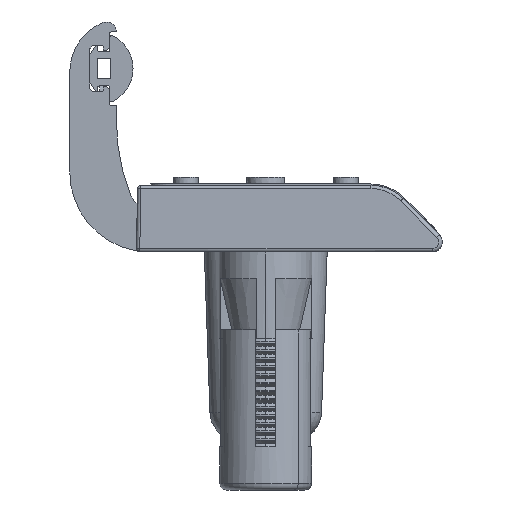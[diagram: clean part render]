
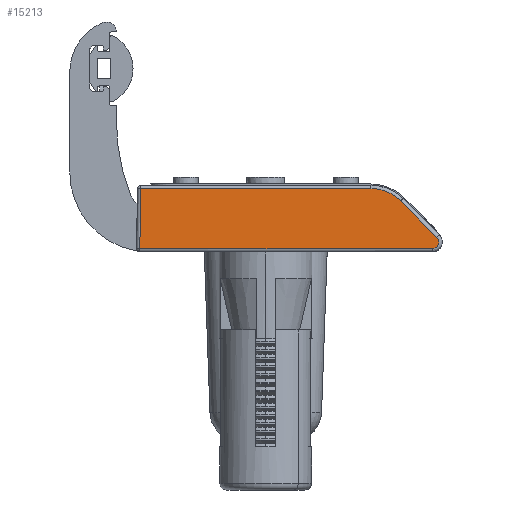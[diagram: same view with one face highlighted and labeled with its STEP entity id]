
A CAD part, front view. The second image highlights one B-rep face of the part: STEP entity #15213.
In plain terms, the highlighted planar face has unit normal (0, -0.999, 0.035).
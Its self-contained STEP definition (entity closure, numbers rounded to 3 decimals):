
#433 = EDGE_CURVE ( 'NONE', #71943, #20654, #4664, .T. ) ;
#2172 = CARTESIAN_POINT ( 'NONE',  ( -47.825, -134.668, 9.517 ) ) ;
#2511 = ORIENTED_EDGE ( 'NONE', *, *, #433, .T. ) ;
#2671 = LINE ( 'NONE', #16154, #29888 ) ;
#4664 =( BOUNDED_CURVE ( )  B_SPLINE_CURVE ( 3, ( #35947, #24736, #36661, #30355 ),
 .UNSPECIFIED., .F., .T. ) 
 B_SPLINE_CURVE_WITH_KNOTS ( ( 4, 4 ),
 ( 0., 2.356 ),
 .UNSPECIFIED. ) 
 CURVE ( )  GEOMETRIC_REPRESENTATION_ITEM ( )  RATIONAL_B_SPLINE_CURVE ( ( 1., 0.588, 0.588, 1. ) ) 
 REPRESENTATION_ITEM ( '' )  );
#5344 = CARTESIAN_POINT ( 'NONE',  ( -47.5, -135., -0.009 ) ) ;
#9667 = CARTESIAN_POINT ( 'NONE',  ( -47.491, -134.982, 0.517 ) ) ;
#10882 = CARTESIAN_POINT ( 'NONE',  ( -2.914, -134.922, 2.225 ) ) ;
#12029 = DIRECTION ( 'NONE',  ( 0., -0.035, -0.999 ) ) ;
#15213 = ADVANCED_FACE ( 'NONE', ( #25442 ), #56897, .T. ) ;
#15550 = CARTESIAN_POINT ( 'NONE',  ( -9.559, -134.69, 8.869 ) ) ;
#16154 = CARTESIAN_POINT ( 'NONE',  ( -8.353, -134.732, 7.664 ) ) ;
#20043 = EDGE_LOOP ( 'NONE', ( #60035, #42920, #46747, #32930, #2511, #30229 ) ) ;
#20518 = VERTEX_POINT ( 'NONE', #25571 ) ;
#20654 = VERTEX_POINT ( 'NONE', #10882 ) ;
#23004 =( BOUNDED_CURVE ( )  B_SPLINE_CURVE ( 3, ( #65817, #15550, #38709, #62136 ),
 .UNSPECIFIED., .F., .F. ) 
 B_SPLINE_CURVE_WITH_KNOTS ( ( 4, 4 ),
 ( 2.356, 3.142 ),
 .UNSPECIFIED. ) 
 CURVE ( )  GEOMETRIC_REPRESENTATION_ITEM ( )  RATIONAL_B_SPLINE_CURVE ( ( 1., 0.949, 0.949, 1. ) ) 
 REPRESENTATION_ITEM ( '' )  );
#24736 = CARTESIAN_POINT ( 'NONE',  ( -2.575, -134.982, 0.517 ) ) ;
#25442 = FACE_OUTER_BOUND ( 'NONE', #20043, .T. ) ;
#25571 = CARTESIAN_POINT ( 'NONE',  ( -8.362, -134.732, 7.672 ) ) ;
#29888 = VECTOR ( 'NONE', #54665, 1000. ) ;
#30229 = ORIENTED_EDGE ( 'NONE', *, *, #46118, .T. ) ;
#30355 = CARTESIAN_POINT ( 'NONE',  ( -2.914, -134.922, 2.225 ) ) ;
#32192 = CARTESIAN_POINT ( 'NONE',  ( -3.621, -134.982, 0.517 ) ) ;
#32930 = ORIENTED_EDGE ( 'NONE', *, *, #40336, .T. ) ;
#33038 = CARTESIAN_POINT ( 'NONE',  ( -3.621, -134.982, 0.517 ) ) ;
#34360 = CARTESIAN_POINT ( 'NONE',  ( -47.334, -134.668, 9.517 ) ) ;
#34810 = VECTOR ( 'NONE', #46789, 1000. ) ;
#35947 = CARTESIAN_POINT ( 'NONE',  ( -3.621, -134.982, 0.517 ) ) ;
#36661 = CARTESIAN_POINT ( 'NONE',  ( -2.174, -134.948, 1.484 ) ) ;
#38709 = CARTESIAN_POINT ( 'NONE',  ( -11.123, -134.668, 9.517 ) ) ;
#40336 = EDGE_CURVE ( 'NONE', #54648, #71943, #42010, .T. ) ;
#42010 = LINE ( 'NONE', #32192, #55290 ) ;
#42920 = ORIENTED_EDGE ( 'NONE', *, *, #57649, .T. ) ;
#46118 = EDGE_CURVE ( 'NONE', #20654, #20518, #2671, .T. ) ;
#46273 = DIRECTION ( 'NONE',  ( 0., -0.999, 0.035 ) ) ;
#46747 = ORIENTED_EDGE ( 'NONE', *, *, #69866, .T. ) ;
#46789 = DIRECTION ( 'NONE',  ( -1., 0., 0. ) ) ;
#49621 = VERTEX_POINT ( 'NONE', #63640 ) ;
#49776 = LINE ( 'NONE', #2172, #34810 ) ;
#53381 = AXIS2_PLACEMENT_3D ( 'NONE', #62512, #46273, #12029 ) ;
#54648 = VERTEX_POINT ( 'NONE', #9667 ) ;
#54665 = DIRECTION ( 'NONE',  ( -0.707, 0.025, 0.707 ) ) ;
#55290 = VECTOR ( 'NONE', #60206, 1000. ) ;
#56897 = PLANE ( 'NONE',  #53381 ) ;
#57649 = EDGE_CURVE ( 'NONE', #49621, #66855, #49776, .T. ) ;
#58157 = LINE ( 'NONE', #5344, #68711 ) ;
#60035 = ORIENTED_EDGE ( 'NONE', *, *, #63031, .T. ) ;
#60206 = DIRECTION ( 'NONE',  ( 1., 0., 0. ) ) ;
#62136 = CARTESIAN_POINT ( 'NONE',  ( -12.817, -134.668, 9.517 ) ) ;
#62512 = CARTESIAN_POINT ( 'NONE',  ( 0., -135., 0. ) ) ;
#63031 = EDGE_CURVE ( 'NONE', #20518, #49621, #23004, .T. ) ;
#63640 = CARTESIAN_POINT ( 'NONE',  ( -12.817, -134.668, 9.517 ) ) ;
#65817 = CARTESIAN_POINT ( 'NONE',  ( -8.362, -134.732, 7.672 ) ) ;
#66855 = VERTEX_POINT ( 'NONE', #34360 ) ;
#68711 = VECTOR ( 'NONE', #71552, 1000. ) ;
#69866 = EDGE_CURVE ( 'NONE', #66855, #54648, #58157, .T. ) ;
#71552 = DIRECTION ( 'NONE',  ( -0.017, -0.035, -0.999 ) ) ;
#71943 = VERTEX_POINT ( 'NONE', #33038 ) ;
